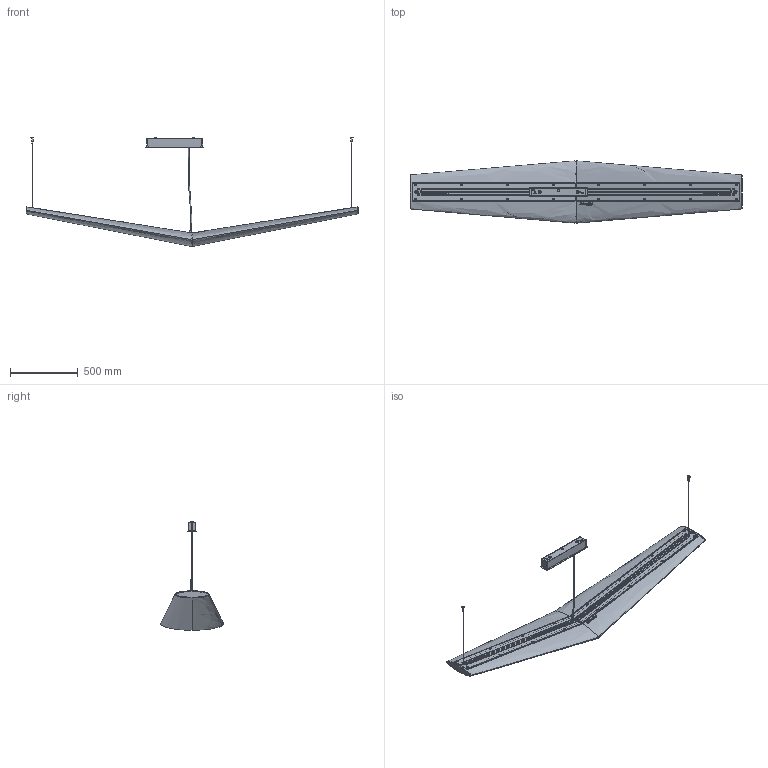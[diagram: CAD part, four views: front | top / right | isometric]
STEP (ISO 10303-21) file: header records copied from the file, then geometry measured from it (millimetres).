
FILE_DESCRIPTION(/* description */ (''),/* implementation_level */ '2;1');
FILE_NAME(/* name */ 'Mouette LED Mega',/* time_stamp */ '2019-01-24T15:10:07-05:00',/* author */ (''),/* organization */ (''),/* preprocessor_version */ 'ST-DEVELOPER v16.5',/* originating_system */ '',/* authorisation */ '');
FILE_SCHEMA (('AUTOMOTIVE_DESIGN'));
Length unit declared in the file: millimetre
Products named in the file (1): Document
Bounding box: 2449.97 x 460 x 803.17 mm (x, y, z)
Volume: 5961395.5 mm3; surface area: 4442164 mm2
Topology: 22 solids, 39 shells, 1711 faces, 4273 edges, 2692 vertices
Faces by surface type: plane 952, bspline 759
Entity records: 63339 total; most frequent: CARTESIAN_POINT 36460, ORIENTED_EDGE 8528, EDGE_CURVE 4273, B_SPLINE_CURVE_WITH_KNOTS 2853, VERTEX_POINT 2692, EDGE_LOOP 1907, ADVANCED_FACE 1711, FACE_OUTER_BOUND 1711
